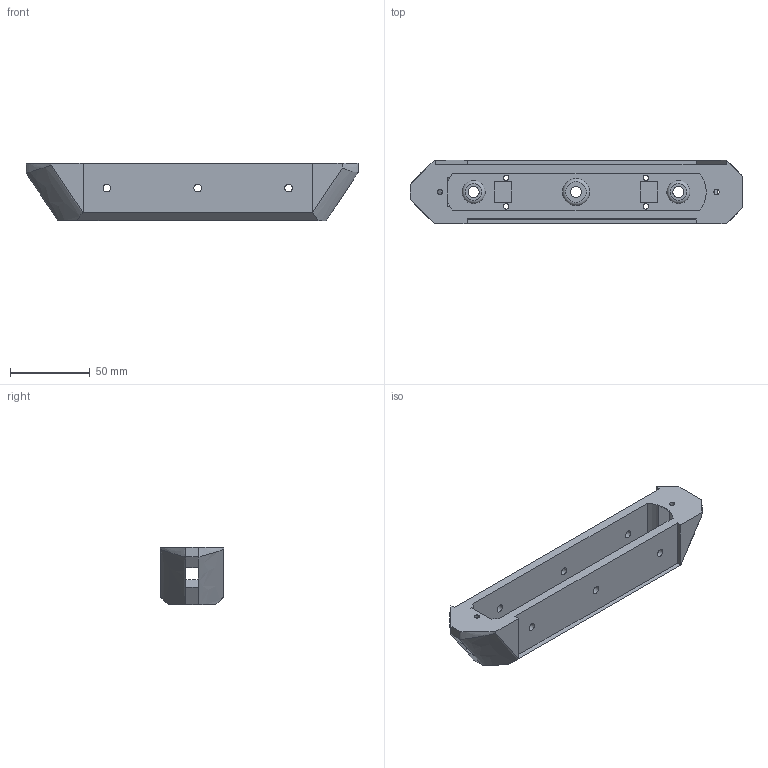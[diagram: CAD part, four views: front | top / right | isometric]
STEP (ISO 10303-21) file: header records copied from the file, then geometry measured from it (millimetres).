
FILE_DESCRIPTION(/* description */ (''),/* implementation_level */ '2;1');
FILE_NAME(/* name */ 'MotorHolder_2.step',/* time_stamp */ '2023-05-04T14:47:29+01:00',/* author */ (''),/* organization */ (''),/* preprocessor_version */ 'ST-DEVELOPER v19.2',/* originating_system */ 'Autodesk Translation Framework v12.4.0.73',/* authorisation */ '');
FILE_SCHEMA (('AUTOMOTIVE_DESIGN { 1 0 10303 214 3 1 1 }'));
Length unit declared in the file: millimetre
Products named in the file (2): Rover; MotorHolder_2
Assembly tree (1 placements, depth 2):
  Rover
    MotorHolder_2
Bounding box: 208.8 x 40 x 36 mm (x, y, z)
Volume: 109974.5 mm3; surface area: 43265.7 mm2
Topology: 1 solids, 1 shells, 97 faces, 229 edges, 145 vertices
Faces by surface type: plane 54, cylinder 24, bspline 12, torus 7
Full cylindrical faces by diameter (mm): 3.4 x6, 4.9 x6, 6 x4, 7 x3, 15.2 x1, 18.2 x2
Entity records: 4266 total; most frequent: CARTESIAN_POINT 1949, ORIENTED_EDGE 458, DIRECTION 431, EDGE_CURVE 229, AXIS2_PLACEMENT_3D 157, VERTEX_POINT 145, EDGE_LOOP 142, LINE 117
